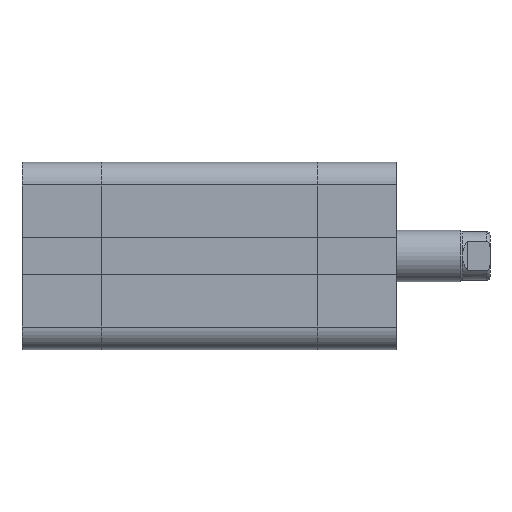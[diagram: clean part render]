
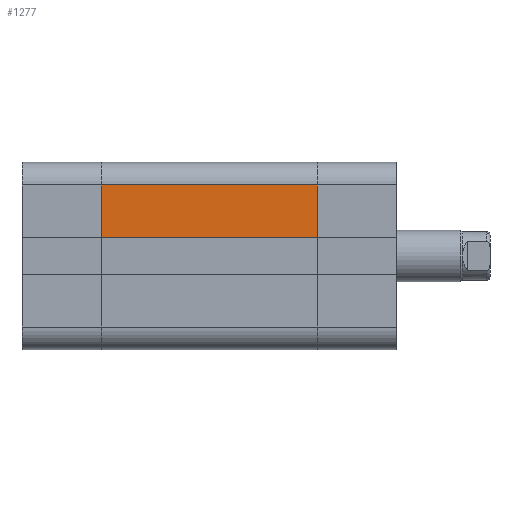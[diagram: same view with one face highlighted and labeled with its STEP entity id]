
A CAD part, front view. The second image highlights one B-rep face of the part: STEP entity #1277.
In plain terms, the highlighted planar face has unit normal (0, -1, 0).
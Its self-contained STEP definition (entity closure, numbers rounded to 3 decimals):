
#57 = EDGE_CURVE ( 'NONE', #2716, #2673, #6417, .T. ) ;
#69 = EDGE_CURVE ( 'NONE', #2679, #2671, #6436, .T. ) ;
#104 = EDGE_CURVE ( 'NONE', #2679, #2716, #6495, .T. ) ;
#917 = ORIENTED_EDGE ( 'NONE', *, *, #8058, .T. ) ;
#918 = ORIENTED_EDGE ( 'NONE', *, *, #57, .F. ) ;
#919 = ORIENTED_EDGE ( 'NONE', *, *, #104, .F. ) ;
#920 = ORIENTED_EDGE ( 'NONE', *, *, #69, .T. ) ;
#1277 = ADVANCED_FACE ( 'NONE', ( #6833 ), #2317, .T. ) ;
#1959 = CARTESIAN_POINT ( 'NONE',  ( -11., -14.5, -33.5 ) ) ;
#2286 = DIRECTION ( 'NONE',  ( 1., 0., 0. ) ) ;
#2314 = DIRECTION ( 'NONE',  ( 0., -1., 0. ) ) ;
#2315 = DIRECTION ( 'NONE',  ( 0., 0., -1. ) ) ;
#2317 = PLANE ( 'NONE',  #7605 ) ;
#2318 = CARTESIAN_POINT ( 'NONE',  ( -11., -14.5, -33.5 ) ) ;
#2340 = CARTESIAN_POINT ( 'NONE',  ( -11., -14.5, 0. ) ) ;
#2355 = DIRECTION ( 'NONE',  ( 1., 0., 0. ) ) ;
#2413 = CARTESIAN_POINT ( 'NONE',  ( -11., -14.5, -33.5 ) ) ;
#2414 = DIRECTION ( 'NONE',  ( 0., 0., 1. ) ) ;
#2671 = VERTEX_POINT ( 'NONE', #4233 ) ;
#2673 = VERTEX_POINT ( 'NONE', #4235 ) ;
#2679 = VERTEX_POINT ( 'NONE', #4241 ) ;
#2716 = VERTEX_POINT ( 'NONE', #4278 ) ;
#4233 = CARTESIAN_POINT ( 'NONE',  ( -2.85, -14.5, -33.5 ) ) ;
#4235 = CARTESIAN_POINT ( 'NONE',  ( -2.85, -14.5, 0. ) ) ;
#4241 = CARTESIAN_POINT ( 'NONE',  ( -11., -14.5, -33.5 ) ) ;
#4278 = CARTESIAN_POINT ( 'NONE',  ( -11., -14.5, 0. ) ) ;
#5226 = LINE ( 'NONE', #5806, #5227 ) ;
#5227 = VECTOR ( 'NONE', #5807, 1000. ) ;
#5806 = CARTESIAN_POINT ( 'NONE',  ( -2.85, -14.5, -33.5 ) ) ;
#5807 = DIRECTION ( 'NONE',  ( 0., 0., 1. ) ) ;
#6215 = EDGE_LOOP ( 'NONE', ( #917, #918, #919, #920 ) ) ;
#6408 = VECTOR ( 'NONE', #2286, 1000. ) ;
#6417 = LINE ( 'NONE', #2340, #6408 ) ;
#6436 = LINE ( 'NONE', #1959, #6439 ) ;
#6439 = VECTOR ( 'NONE', #2355, 1000. ) ;
#6495 = LINE ( 'NONE', #2413, #6496 ) ;
#6496 = VECTOR ( 'NONE', #2414, 1000. ) ;
#6833 = FACE_OUTER_BOUND ( 'NONE', #6215, .T. ) ;
#7605 = AXIS2_PLACEMENT_3D ( 'NONE', #2318, #2314, #2315 ) ;
#8058 = EDGE_CURVE ( 'NONE', #2671, #2673, #5226, .T. ) ;
